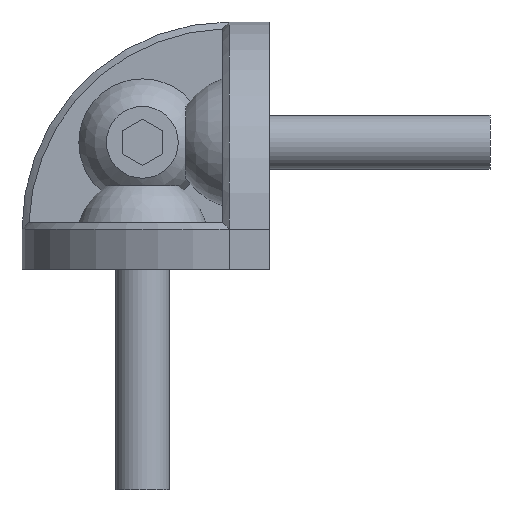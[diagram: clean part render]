
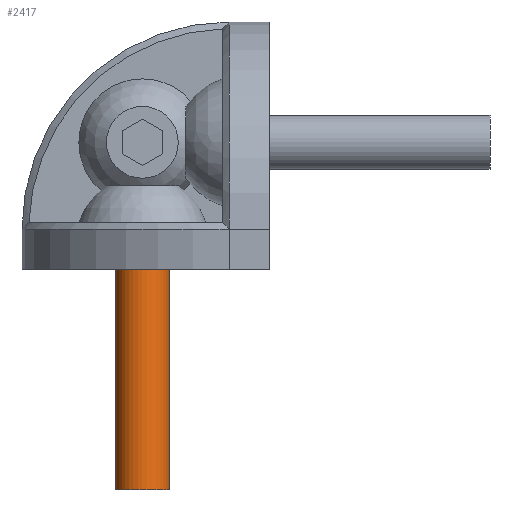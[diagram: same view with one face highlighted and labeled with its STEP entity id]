
A CAD part, front view. The second image highlights one B-rep face of the part: STEP entity #2417.
In plain terms, the highlighted cylindrical face has radius 2.01 mm (diameter 4.019 mm), a full revolution.
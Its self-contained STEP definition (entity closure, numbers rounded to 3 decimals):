
#1227=CYLINDRICAL_SURFACE('',#2292,2.01);
#1248=CIRCLE('',#2293,2.01);
#1249=CIRCLE('',#2294,2.01);
#1338=ORIENTED_EDGE('',*,*,#1739,.T.);
#1339=ORIENTED_EDGE('',*,*,#1740,.T.);
#1649=VERTEX_POINT('',#2557);
#1650=VERTEX_POINT('',#2559);
#1739=EDGE_CURVE('',#1649,#1649,#1248,.T.);
#1740=EDGE_CURVE('',#1650,#1650,#1249,.T.);
#1838=EDGE_LOOP('',(#1338));
#1839=EDGE_LOOP('',(#1339));
#1925=FACE_BOUND('',#1838,.T.);
#1926=FACE_BOUND('',#1839,.T.);
#2069=DIRECTION('',(0.,0.,-1.));
#2070=DIRECTION('',(0.,-1.,0.));
#2071=DIRECTION('',(0.,0.,1.));
#2072=DIRECTION('',(0.,2.01,0.));
#2073=DIRECTION('',(0.,0.,-1.));
#2074=DIRECTION('',(0.,2.01,0.));
#2292=AXIS2_PLACEMENT_3D('',#2556,#2069,#2070);
#2293=AXIS2_PLACEMENT_3D('',#2558,#2071,#2072);
#2294=AXIS2_PLACEMENT_3D('',#2560,#2073,#2074);
#2417=ADVANCED_FACE('',(#1925,#1926),#1227,.T.);
#2556=CARTESIAN_POINT('',(0.,0.,-1.6));
#2557=CARTESIAN_POINT('',(0.,2.01,-20.));
#2558=CARTESIAN_POINT('',(0.,0.,-20.));
#2559=CARTESIAN_POINT('',(0.,2.01,-1.6));
#2560=CARTESIAN_POINT('',(0.,0.,-1.6));
